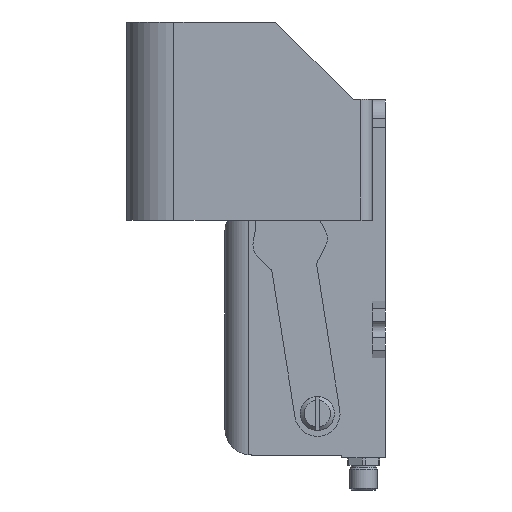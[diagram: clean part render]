
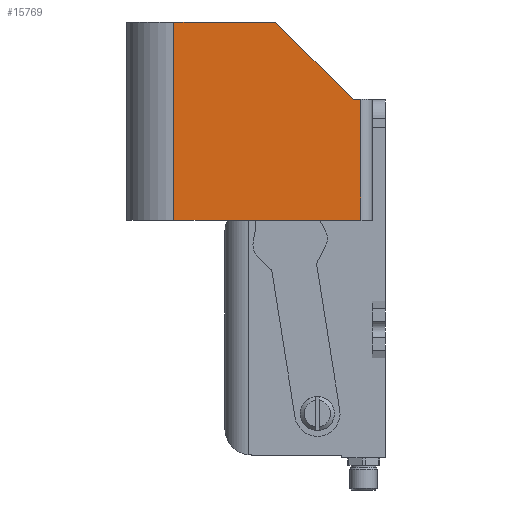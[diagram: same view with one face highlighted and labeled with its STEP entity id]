
A CAD part, left-side view. The second image highlights one B-rep face of the part: STEP entity #15769.
In plain terms, the highlighted planar face has unit normal (-1, 0, 0).
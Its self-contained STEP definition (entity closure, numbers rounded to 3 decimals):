
#84 = CARTESIAN_POINT ( 'NONE',  ( -65., 105., 105. ) ) ;
#504 = ORIENTED_EDGE ( 'NONE', *, *, #7707, .F. ) ;
#904 = LINE ( 'NONE', #3091, #7812 ) ;
#1502 = ORIENTED_EDGE ( 'NONE', *, *, #2980, .T. ) ;
#1577 = ORIENTED_EDGE ( 'NONE', *, *, #5774, .F. ) ;
#1610 = CARTESIAN_POINT ( 'NONE',  ( -65., 6., 0. ) ) ;
#2101 = CARTESIAN_POINT ( 'NONE',  ( -65., 105., 105. ) ) ;
#2250 = ORIENTED_EDGE ( 'NONE', *, *, #16354, .F. ) ;
#2718 = DIRECTION ( 'NONE',  ( 1., 0., 0. ) ) ;
#2814 = DIRECTION ( 'NONE',  ( 0., -1., 0. ) ) ;
#2883 = VECTOR ( 'NONE', #13875, 1000. ) ;
#2980 = EDGE_CURVE ( 'NONE', #15271, #13026, #5902, .T. ) ;
#3091 = CARTESIAN_POINT ( 'NONE',  ( -65., 105., 105. ) ) ;
#3379 = DIRECTION ( 'NONE',  ( 0., 0., -1. ) ) ;
#3388 = VECTOR ( 'NONE', #6914, 1000. ) ;
#3982 = EDGE_LOOP ( 'NONE', ( #2250, #4358, #504, #1502, #8548, #1577 ) ) ;
#4230 = DIRECTION ( 'NONE',  ( 0., -1., 0. ) ) ;
#4358 = ORIENTED_EDGE ( 'NONE', *, *, #14730, .F. ) ;
#4787 = CARTESIAN_POINT ( 'NONE',  ( -65., 0., 64. ) ) ;
#5774 = EDGE_CURVE ( 'NONE', #13223, #6683, #12801, .T. ) ;
#5832 = AXIS2_PLACEMENT_3D ( 'NONE', #84, #2718, #11775 ) ;
#5902 = LINE ( 'NONE', #1610, #9345 ) ;
#6683 = VERTEX_POINT ( 'NONE', #9761 ) ;
#6837 = LINE ( 'NONE', #12071, #3388 ) ;
#6914 = DIRECTION ( 'NONE',  ( 0., -0.707, -0.707 ) ) ;
#7279 = VECTOR ( 'NONE', #2814, 1000. ) ;
#7660 = LINE ( 'NONE', #13111, #7279 ) ;
#7707 = EDGE_CURVE ( 'NONE', #15271, #7857, #904, .T. ) ;
#7812 = VECTOR ( 'NONE', #12159, 1000. ) ;
#7857 = VERTEX_POINT ( 'NONE', #2101 ) ;
#8161 = CARTESIAN_POINT ( 'NONE',  ( -65., 51., 105. ) ) ;
#8464 = FACE_OUTER_BOUND ( 'NONE', #3982, .T. ) ;
#8548 = ORIENTED_EDGE ( 'NONE', *, *, #11440, .F. ) ;
#9286 = LINE ( 'NONE', #9832, #15388 ) ;
#9345 = VECTOR ( 'NONE', #4230, 1000. ) ;
#9761 = CARTESIAN_POINT ( 'NONE',  ( -65., 6., 64. ) ) ;
#9832 = CARTESIAN_POINT ( 'NONE',  ( -65., 6., 105. ) ) ;
#10490 = PLANE ( 'NONE',  #5832 ) ;
#11240 = CARTESIAN_POINT ( 'NONE',  ( -65., 10., 64. ) ) ;
#11440 = EDGE_CURVE ( 'NONE', #6683, #13026, #9286, .T. ) ;
#11775 = DIRECTION ( 'NONE',  ( 0., 0., -1. ) ) ;
#12071 = CARTESIAN_POINT ( 'NONE',  ( -65., 10., 64. ) ) ;
#12159 = DIRECTION ( 'NONE',  ( 0., 0., 1. ) ) ;
#12801 = LINE ( 'NONE', #4787, #2883 ) ;
#13026 = VERTEX_POINT ( 'NONE', #15944 ) ;
#13111 = CARTESIAN_POINT ( 'NONE',  ( -65., 6., 105. ) ) ;
#13223 = VERTEX_POINT ( 'NONE', #11240 ) ;
#13271 = CARTESIAN_POINT ( 'NONE',  ( -65., 105., 0. ) ) ;
#13875 = DIRECTION ( 'NONE',  ( 0., -1., 0. ) ) ;
#14730 = EDGE_CURVE ( 'NONE', #7857, #15882, #7660, .T. ) ;
#15271 = VERTEX_POINT ( 'NONE', #13271 ) ;
#15388 = VECTOR ( 'NONE', #3379, 1000. ) ;
#15769 = ADVANCED_FACE ( 'NONE', ( #8464 ), #10490, .F. ) ;
#15882 = VERTEX_POINT ( 'NONE', #8161 ) ;
#15944 = CARTESIAN_POINT ( 'NONE',  ( -65., 6., 0. ) ) ;
#16354 = EDGE_CURVE ( 'NONE', #15882, #13223, #6837, .T. ) ;
